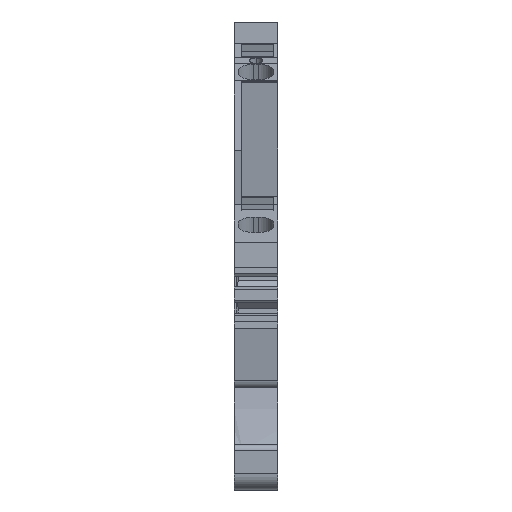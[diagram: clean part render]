
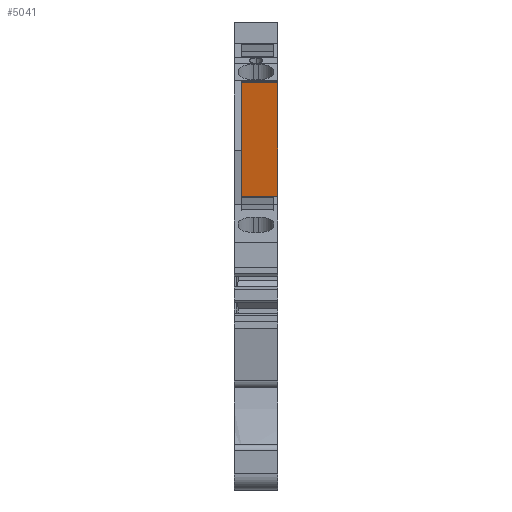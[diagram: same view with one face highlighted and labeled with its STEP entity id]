
A CAD part, front view. The second image highlights one B-rep face of the part: STEP entity #5041.
In plain terms, the highlighted planar face has unit normal (0, -0.983, -0.182).
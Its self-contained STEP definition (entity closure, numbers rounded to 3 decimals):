
#5005=AXIS2_PLACEMENT_3D('Plane Axis2P3D',#5002,#5003,#5004) ;
#5002=CARTESIAN_POINT('Axis2P3D Location',(5.1,10.446,47.461)) ;
#5007=CARTESIAN_POINT('Line Origine',(0.85,11.673,40.826)) ;
#5011=CARTESIAN_POINT('Vertex',(0.85,10.446,47.461)) ;
#5013=CARTESIAN_POINT('Vertex',(0.85,12.9,34.191)) ;
#5016=CARTESIAN_POINT('Line Origine',(2.975,12.9,34.191)) ;
#5020=CARTESIAN_POINT('Vertex',(5.1,12.9,34.191)) ;
#5023=CARTESIAN_POINT('Line Origine',(5.1,11.673,40.826)) ;
#5027=CARTESIAN_POINT('Vertex',(5.1,10.446,47.461)) ;
#5030=CARTESIAN_POINT('Line Origine',(2.975,10.446,47.461)) ;
#5003=DIRECTION('Axis2P3D Direction',(0.,0.983,0.182)) ;
#5004=DIRECTION('Axis2P3D XDirection',(0.,0.182,-0.983)) ;
#5008=DIRECTION('Vector Direction',(0.,0.182,-0.983)) ;
#5017=DIRECTION('Vector Direction',(-1.,0.,0.)) ;
#5024=DIRECTION('Vector Direction',(0.,0.182,-0.983)) ;
#5031=DIRECTION('Vector Direction',(-1.,0.,0.)) ;
#5009=VECTOR('Line Direction',#5008,1.) ;
#5018=VECTOR('Line Direction',#5017,1.) ;
#5025=VECTOR('Line Direction',#5024,1.) ;
#5032=VECTOR('Line Direction',#5031,1.) ;
#5036=ORIENTED_EDGE('',*,*,#5015,.T.) ;
#5037=ORIENTED_EDGE('',*,*,#5022,.F.) ;
#5038=ORIENTED_EDGE('',*,*,#5029,.F.) ;
#5039=ORIENTED_EDGE('',*,*,#5034,.T.) ;
#5041=ADVANCED_FACE('KLTR ZDK2.5-2V.1\\K\X2\00F6\X0\rper.2 ( *SOL1 - wsp *MASTER -  )',(#5040),#5006,.F.) ;
#5015=EDGE_CURVE('',#5012,#5014,#5010,.T.) ;
#5022=EDGE_CURVE('',#5021,#5014,#5019,.T.) ;
#5029=EDGE_CURVE('',#5028,#5021,#5026,.T.) ;
#5034=EDGE_CURVE('',#5028,#5012,#5033,.T.) ;
#5035=EDGE_LOOP('',(#5036,#5037,#5038,#5039)) ;
#5040=FACE_OUTER_BOUND('',#5035,.T.) ;
#5010=LINE('Line',#5007,#5009) ;
#5019=LINE('Line',#5016,#5018) ;
#5026=LINE('Line',#5023,#5025) ;
#5033=LINE('Line',#5030,#5032) ;
#5006=PLANE('',#5005) ;
#5012=VERTEX_POINT('',#5011) ;
#5014=VERTEX_POINT('',#5013) ;
#5021=VERTEX_POINT('',#5020) ;
#5028=VERTEX_POINT('',#5027) ;
